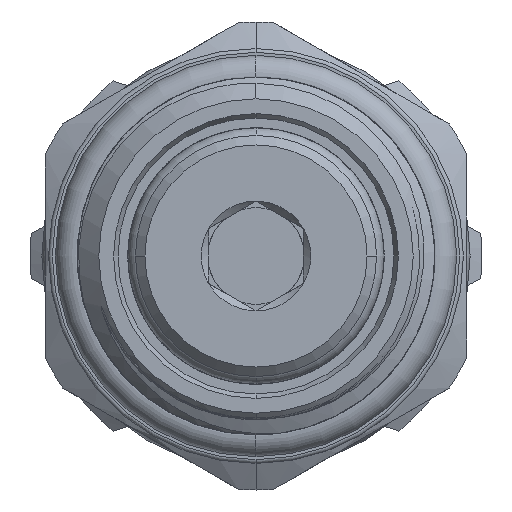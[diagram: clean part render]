
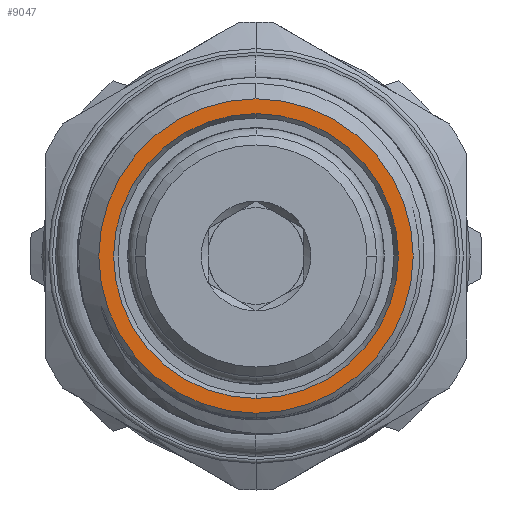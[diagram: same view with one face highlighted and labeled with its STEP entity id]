
A CAD part, left-side view. The second image highlights one B-rep face of the part: STEP entity #9047.
In plain terms, the highlighted planar face has unit normal (-1, 0, 0).
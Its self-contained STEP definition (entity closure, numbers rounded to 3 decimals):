
#230 = DIRECTION ( 'NONE',  ( -1., 0., 0. ) ) ;
#603 = AXIS2_PLACEMENT_3D ( 'NONE', #8396, #1376, #10648 ) ;
#688 = VERTEX_POINT ( 'NONE', #7441 ) ;
#1376 = DIRECTION ( 'NONE',  ( -1., 0., 0. ) ) ;
#1573 = DIRECTION ( 'NONE',  ( 0., 0., 1. ) ) ;
#1927 = ORIENTED_EDGE ( 'NONE', *, *, #5256, .T. ) ;
#2312 = CIRCLE ( 'NONE', #10448, 7.5 ) ;
#2465 = CIRCLE ( 'NONE', #603, 8.28 ) ;
#2555 = EDGE_CURVE ( 'NONE', #3786, #6312, #8591, .T. ) ;
#2706 = AXIS2_PLACEMENT_3D ( 'NONE', #7985, #8828, #1573 ) ;
#2835 = EDGE_CURVE ( 'NONE', #688, #3002, #2465, .T. ) ;
#2902 = ORIENTED_EDGE ( 'NONE', *, *, #3509, .F. ) ;
#3002 = VERTEX_POINT ( 'NONE', #5873 ) ;
#3063 = ORIENTED_EDGE ( 'NONE', *, *, #2555, .F. ) ;
#3191 = EDGE_LOOP ( 'NONE', ( #1927, #9041 ) ) ;
#3325 = DIRECTION ( 'NONE',  ( 0., 0., -1. ) ) ;
#3438 = AXIS2_PLACEMENT_3D ( 'NONE', #7306, #230, #7510 ) ;
#3509 = EDGE_CURVE ( 'NONE', #6312, #3786, #2312, .T. ) ;
#3786 = VERTEX_POINT ( 'NONE', #8605 ) ;
#4064 = FACE_BOUND ( 'NONE', #5475, .T. ) ;
#5256 = EDGE_CURVE ( 'NONE', #3002, #688, #5936, .T. ) ;
#5475 = EDGE_LOOP ( 'NONE', ( #3063, #2902 ) ) ;
#5486 = DIRECTION ( 'NONE',  ( -1., 0., 0. ) ) ;
#5873 = CARTESIAN_POINT ( 'NONE',  ( -44.4, 0., 8.28 ) ) ;
#5936 = CIRCLE ( 'NONE', #7433, 8.28 ) ;
#6031 = PLANE ( 'NONE',  #2706 ) ;
#6086 = DIRECTION ( 'NONE',  ( -1., 0., 0. ) ) ;
#6312 = VERTEX_POINT ( 'NONE', #11397 ) ;
#7306 = CARTESIAN_POINT ( 'NONE',  ( -44.4, 0., 0. ) ) ;
#7433 = AXIS2_PLACEMENT_3D ( 'NONE', #8154, #5486, #10052 ) ;
#7441 = CARTESIAN_POINT ( 'NONE',  ( -44.4, 0., -8.28 ) ) ;
#7510 = DIRECTION ( 'NONE',  ( 0., 0., -1. ) ) ;
#7985 = CARTESIAN_POINT ( 'NONE',  ( -44.4, 0., 0. ) ) ;
#8154 = CARTESIAN_POINT ( 'NONE',  ( -44.4, 0., 0. ) ) ;
#8396 = CARTESIAN_POINT ( 'NONE',  ( -44.4, 0., 0. ) ) ;
#8591 = CIRCLE ( 'NONE', #3438, 7.5 ) ;
#8605 = CARTESIAN_POINT ( 'NONE',  ( -44.4, 0., -7.5 ) ) ;
#8697 = FACE_OUTER_BOUND ( 'NONE', #3191, .T. ) ;
#8828 = DIRECTION ( 'NONE',  ( 1., 0., 0. ) ) ;
#9041 = ORIENTED_EDGE ( 'NONE', *, *, #2835, .T. ) ;
#9047 = ADVANCED_FACE ( 'NONE', ( #8697, #4064 ), #6031, .F. ) ;
#10052 = DIRECTION ( 'NONE',  ( 0., 0., -1. ) ) ;
#10448 = AXIS2_PLACEMENT_3D ( 'NONE', #11518, #6086, #3325 ) ;
#10648 = DIRECTION ( 'NONE',  ( 0., 0., -1. ) ) ;
#11397 = CARTESIAN_POINT ( 'NONE',  ( -44.4, 0., 7.5 ) ) ;
#11518 = CARTESIAN_POINT ( 'NONE',  ( -44.4, 0., 0. ) ) ;
